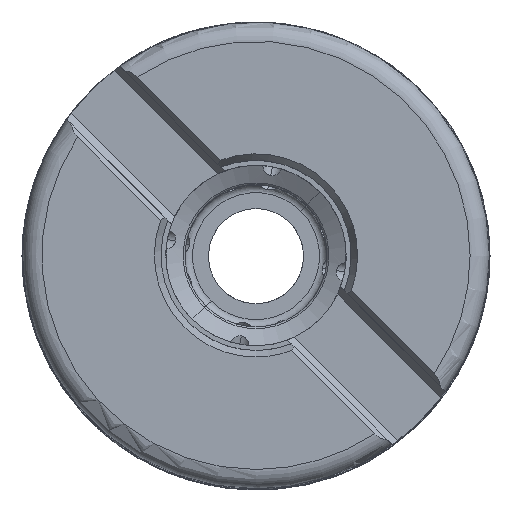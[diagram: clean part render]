
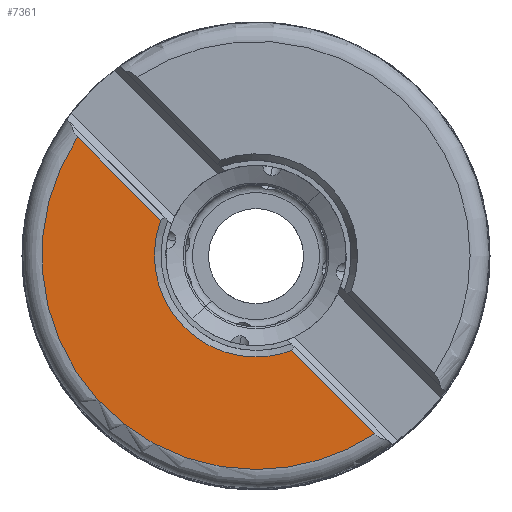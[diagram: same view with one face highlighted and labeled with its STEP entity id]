
A CAD part, top view. The second image highlights one B-rep face of the part: STEP entity #7361.
In plain terms, the highlighted planar face has unit normal (0, 0, 1).
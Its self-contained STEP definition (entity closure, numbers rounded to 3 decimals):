
#1757=LINE('',#57884,#3398);
#1758=LINE('',#57885,#3399);
#3398=VECTOR('',#44558,1.);
#3399=VECTOR('',#44559,1.);
#5336=FACE_OUTER_BOUND('',#10182,.T.);
#7361=ADVANCED_FACE('',(#5336),#9411,.T.);
#9411=PLANE('',#40012);
#10182=EDGE_LOOP('',(#14727,#14728,#14729,#14730,#14731,#14732));
#12413=CIRCLE('',#40002,10.718);
#12414=CIRCLE('',#40003,10.718);
#12418=CIRCLE('',#40009,22.59);
#12419=CIRCLE('',#40010,22.59);
#14727=ORIENTED_EDGE('',*,*,#30868,.F.);
#14728=ORIENTED_EDGE('',*,*,#30853,.F.);
#14729=ORIENTED_EDGE('',*,*,#30852,.F.);
#14730=ORIENTED_EDGE('',*,*,#30869,.F.);
#14731=ORIENTED_EDGE('',*,*,#30867,.F.);
#14732=ORIENTED_EDGE('',*,*,#30866,.F.);
#26707=VERTEX_POINT('',#57799);
#26708=VERTEX_POINT('',#57801);
#26709=VERTEX_POINT('',#57803);
#26714=VERTEX_POINT('',#57848);
#26719=VERTEX_POINT('',#57879);
#26720=VERTEX_POINT('',#57881);
#30852=EDGE_CURVE('',#26707,#26708,#12413,.T.);
#30853=EDGE_CURVE('',#26708,#26709,#12414,.T.);
#30866=EDGE_CURVE('',#26719,#26720,#12418,.T.);
#30867=EDGE_CURVE('',#26720,#26714,#12419,.T.);
#30868=EDGE_CURVE('',#26709,#26719,#1757,.T.);
#30869=EDGE_CURVE('',#26714,#26707,#1758,.T.);
#40002=AXIS2_PLACEMENT_3D('',#57800,#44535,#44536);
#40003=AXIS2_PLACEMENT_3D('',#57802,#44537,#44538);
#40009=AXIS2_PLACEMENT_3D('',#57880,#44552,#44553);
#40010=AXIS2_PLACEMENT_3D('',#57882,#44554,#44555);
#40012=AXIS2_PLACEMENT_3D('',#57886,#44560,#44561);
#44535=DIRECTION('',(0.,0.,1.));
#44536=DIRECTION('',(-0.938,0.348,0.));
#44537=DIRECTION('',(0.,0.,1.));
#44538=DIRECTION('',(0.,-1.,0.));
#44552=DIRECTION('',(0.,0.,-1.));
#44553=DIRECTION('',(0.553,-0.833,0.));
#44554=DIRECTION('',(0.,0.,-1.));
#44555=DIRECTION('',(0.002,-1.,0.));
#44558=DIRECTION('',(0.707,-0.707,0.));
#44559=DIRECTION('',(0.707,-0.707,0.));
#44560=DIRECTION('',(0.,0.,1.));
#44561=DIRECTION('',(-1.,0.,0.));
#57799=CARTESIAN_POINT('',(-10.049,3.727,0.));
#57800=CARTESIAN_POINT('',(0.,0.,0.));
#57801=CARTESIAN_POINT('',(0.,-10.718,0.));
#57802=CARTESIAN_POINT('',(0.,0.,0.));
#57803=CARTESIAN_POINT('',(3.727,-10.049,0.));
#57848=CARTESIAN_POINT('',(-18.818,12.497,0.));
#57879=CARTESIAN_POINT('',(12.497,-18.818,0.));
#57880=CARTESIAN_POINT('',(0.,0.,0.));
#57881=CARTESIAN_POINT('',(0.049,-22.59,0.));
#57882=CARTESIAN_POINT('',(0.,0.,0.));
#57884=CARTESIAN_POINT('',(3.727,-10.049,0.));
#57885=CARTESIAN_POINT('',(-18.818,12.497,0.));
#57886=CARTESIAN_POINT('',(-5.047,-5.047,0.));
